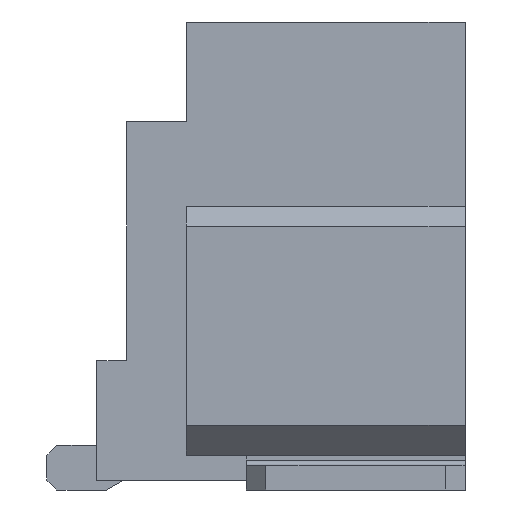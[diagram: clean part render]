
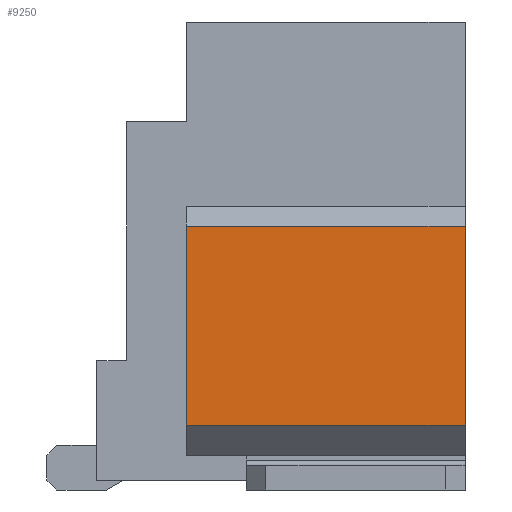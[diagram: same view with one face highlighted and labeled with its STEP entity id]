
A CAD part, left-side view. The second image highlights one B-rep face of the part: STEP entity #9250.
In plain terms, the highlighted face is planar.
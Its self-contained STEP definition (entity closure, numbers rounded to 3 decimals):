
#1772 = PLANE('',#1773);
#1773 = AXIS2_PLACEMENT_3D('',#1774,#1775,#1776);
#1774 = CARTESIAN_POINT('',(9.,1.85,-2.3));
#1775 = DIRECTION('',(0.,1.,0.));
#1776 = DIRECTION('',(-1.,0.,0.));
#3671 = VERTEX_POINT('',#3672);
#3672 = CARTESIAN_POINT('',(10.5,1.85,-1.75));
#3686 = PLANE('',#3687);
#3687 = AXIS2_PLACEMENT_3D('',#3688,#3689,#3690);
#3688 = CARTESIAN_POINT('',(10.5,1.85,-1.75));
#3689 = DIRECTION('',(0.707,0.,-0.707));
#3690 = DIRECTION('',(-0.707,0.,-0.707));
#3698 = EDGE_CURVE('',#3699,#3671,#3701,.T.);
#3699 = VERTEX_POINT('',#3700);
#3700 = CARTESIAN_POINT('',(10.5,1.85,0.25));
#3701 = SURFACE_CURVE('',#3702,(#3706,#3713),.PCURVE_S1.);
#3702 = LINE('',#3703,#3704);
#3703 = CARTESIAN_POINT('',(10.5,1.85,0.25));
#3704 = VECTOR('',#3705,1.);
#3705 = DIRECTION('',(0.,0.,-1.));
#3706 = PCURVE('',#1772,#3707);
#3707 = DEFINITIONAL_REPRESENTATION('',(#3708),#3712);
#3708 = LINE('',#3709,#3710);
#3709 = CARTESIAN_POINT('',(-1.5,2.55));
#3710 = VECTOR('',#3711,1.);
#3711 = DIRECTION('',(0.,-1.));
#3712 = ( GEOMETRIC_REPRESENTATION_CONTEXT(2) 
PARAMETRIC_REPRESENTATION_CONTEXT() REPRESENTATION_CONTEXT('2D SPACE',''
  ) );
#3713 = PCURVE('',#3714,#3719);
#3714 = PLANE('',#3715);
#3715 = AXIS2_PLACEMENT_3D('',#3716,#3717,#3718);
#3716 = CARTESIAN_POINT('',(10.5,1.85,0.25));
#3717 = DIRECTION('',(1.,0.,0.));
#3718 = DIRECTION('',(0.,0.,-1.));
#3719 = DEFINITIONAL_REPRESENTATION('',(#3720),#3724);
#3720 = LINE('',#3721,#3722);
#3721 = CARTESIAN_POINT('',(0.,0.));
#3722 = VECTOR('',#3723,1.);
#3723 = DIRECTION('',(1.,0.));
#3724 = ( GEOMETRIC_REPRESENTATION_CONTEXT(2) 
PARAMETRIC_REPRESENTATION_CONTEXT() REPRESENTATION_CONTEXT('2D SPACE',''
  ) );
#3742 = PLANE('',#3743);
#3743 = AXIS2_PLACEMENT_3D('',#3744,#3745,#3746);
#3744 = CARTESIAN_POINT('',(9.2,1.85,0.25));
#3745 = DIRECTION('',(0.,0.,1.));
#3746 = DIRECTION('',(1.,0.,0.));
#6369 = PLANE('',#6370);
#6370 = AXIS2_PLACEMENT_3D('',#6371,#6372,#6373);
#6371 = CARTESIAN_POINT('',(9.,-0.95,-2.3));
#6372 = DIRECTION('',(0.,1.,0.));
#6373 = DIRECTION('',(1.,0.,0.));
#9208 = VERTEX_POINT('',#9209);
#9209 = CARTESIAN_POINT('',(10.5,-0.95,-1.75));
#9230 = EDGE_CURVE('',#3671,#9208,#9231,.T.);
#9231 = SURFACE_CURVE('',#9232,(#9236,#9243),.PCURVE_S1.);
#9232 = LINE('',#9233,#9234);
#9233 = CARTESIAN_POINT('',(10.5,1.85,-1.75));
#9234 = VECTOR('',#9235,1.);
#9235 = DIRECTION('',(0.,-1.,0.));
#9236 = PCURVE('',#3686,#9237);
#9237 = DEFINITIONAL_REPRESENTATION('',(#9238),#9242);
#9238 = LINE('',#9239,#9240);
#9239 = CARTESIAN_POINT('',(0.,0.));
#9240 = VECTOR('',#9241,1.);
#9241 = DIRECTION('',(0.,-1.));
#9242 = ( GEOMETRIC_REPRESENTATION_CONTEXT(2) 
PARAMETRIC_REPRESENTATION_CONTEXT() REPRESENTATION_CONTEXT('2D SPACE',''
  ) );
#9243 = PCURVE('',#3714,#9244);
#9244 = DEFINITIONAL_REPRESENTATION('',(#9245),#9249);
#9245 = LINE('',#9246,#9247);
#9246 = CARTESIAN_POINT('',(2.,0.));
#9247 = VECTOR('',#9248,1.);
#9248 = DIRECTION('',(0.,-1.));
#9249 = ( GEOMETRIC_REPRESENTATION_CONTEXT(2) 
PARAMETRIC_REPRESENTATION_CONTEXT() REPRESENTATION_CONTEXT('2D SPACE',''
  ) );
#9250 = ADVANCED_FACE('',(#9251),#3714,.T.);
#9251 = FACE_BOUND('',#9252,.F.);
#9252 = EDGE_LOOP('',(#9253,#9254,#9255,#9278));
#9253 = ORIENTED_EDGE('',*,*,#3698,.T.);
#9254 = ORIENTED_EDGE('',*,*,#9230,.T.);
#9255 = ORIENTED_EDGE('',*,*,#9256,.F.);
#9256 = EDGE_CURVE('',#9257,#9208,#9259,.T.);
#9257 = VERTEX_POINT('',#9258);
#9258 = CARTESIAN_POINT('',(10.5,-0.95,0.25));
#9259 = SURFACE_CURVE('',#9260,(#9264,#9271),.PCURVE_S1.);
#9260 = LINE('',#9261,#9262);
#9261 = CARTESIAN_POINT('',(10.5,-0.95,0.25));
#9262 = VECTOR('',#9263,1.);
#9263 = DIRECTION('',(0.,0.,-1.));
#9264 = PCURVE('',#3714,#9265);
#9265 = DEFINITIONAL_REPRESENTATION('',(#9266),#9270);
#9266 = LINE('',#9267,#9268);
#9267 = CARTESIAN_POINT('',(0.,-2.8));
#9268 = VECTOR('',#9269,1.);
#9269 = DIRECTION('',(1.,0.));
#9270 = ( GEOMETRIC_REPRESENTATION_CONTEXT(2) 
PARAMETRIC_REPRESENTATION_CONTEXT() REPRESENTATION_CONTEXT('2D SPACE',''
  ) );
#9271 = PCURVE('',#6369,#9272);
#9272 = DEFINITIONAL_REPRESENTATION('',(#9273),#9277);
#9273 = LINE('',#9274,#9275);
#9274 = CARTESIAN_POINT('',(1.5,-2.55));
#9275 = VECTOR('',#9276,1.);
#9276 = DIRECTION('',(0.,1.));
#9277 = ( GEOMETRIC_REPRESENTATION_CONTEXT(2) 
PARAMETRIC_REPRESENTATION_CONTEXT() REPRESENTATION_CONTEXT('2D SPACE',''
  ) );
#9278 = ORIENTED_EDGE('',*,*,#9279,.F.);
#9279 = EDGE_CURVE('',#3699,#9257,#9280,.T.);
#9280 = SURFACE_CURVE('',#9281,(#9285,#9292),.PCURVE_S1.);
#9281 = LINE('',#9282,#9283);
#9282 = CARTESIAN_POINT('',(10.5,1.85,0.25));
#9283 = VECTOR('',#9284,1.);
#9284 = DIRECTION('',(0.,-1.,0.));
#9285 = PCURVE('',#3714,#9286);
#9286 = DEFINITIONAL_REPRESENTATION('',(#9287),#9291);
#9287 = LINE('',#9288,#9289);
#9288 = CARTESIAN_POINT('',(0.,0.));
#9289 = VECTOR('',#9290,1.);
#9290 = DIRECTION('',(0.,-1.));
#9291 = ( GEOMETRIC_REPRESENTATION_CONTEXT(2) 
PARAMETRIC_REPRESENTATION_CONTEXT() REPRESENTATION_CONTEXT('2D SPACE',''
  ) );
#9292 = PCURVE('',#3742,#9293);
#9293 = DEFINITIONAL_REPRESENTATION('',(#9294),#9298);
#9294 = LINE('',#9295,#9296);
#9295 = CARTESIAN_POINT('',(1.3,0.));
#9296 = VECTOR('',#9297,1.);
#9297 = DIRECTION('',(0.,-1.));
#9298 = ( GEOMETRIC_REPRESENTATION_CONTEXT(2) 
PARAMETRIC_REPRESENTATION_CONTEXT() REPRESENTATION_CONTEXT('2D SPACE',''
  ) );
